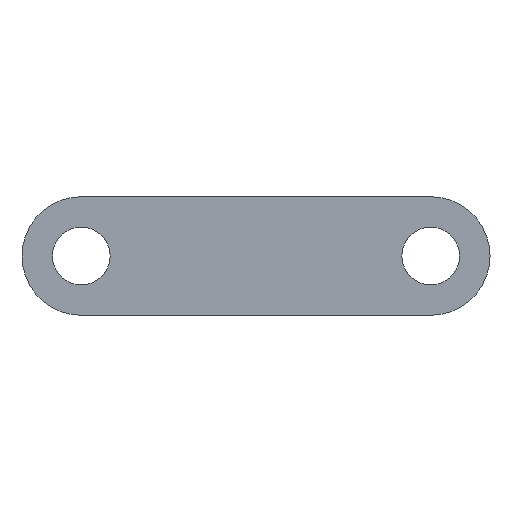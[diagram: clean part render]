
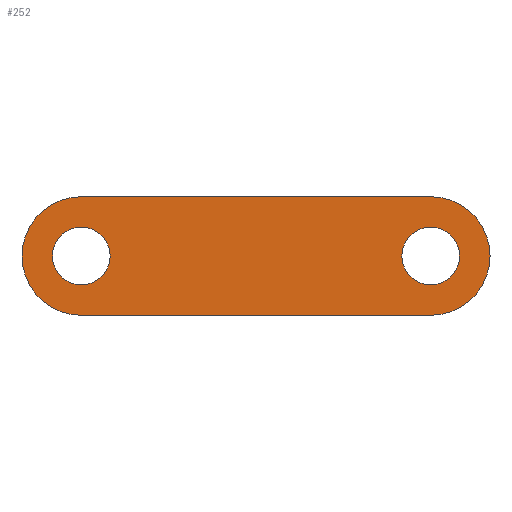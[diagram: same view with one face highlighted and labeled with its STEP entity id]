
A CAD part, front view. The second image highlights one B-rep face of the part: STEP entity #252.
In plain terms, the highlighted planar face has unit normal (0, -1, 0).
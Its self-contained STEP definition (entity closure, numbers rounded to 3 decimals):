
#18=FACE_BOUND('',#56,.T.);
#19=FACE_BOUND('',#57,.T.);
#26=PLANE('',#300);
#39=FACE_OUTER_BOUND('',#55,.T.);
#55=EDGE_LOOP('',(#220,#221,#222,#223));
#56=EDGE_LOOP('',(#224));
#57=EDGE_LOOP('',(#225));
#75=LINE('',#425,#96);
#80=LINE('',#442,#101);
#96=VECTOR('',#351,10.);
#101=VECTOR('',#372,10.);
#103=CIRCLE('',#279,1.7);
#104=CIRCLE('',#281,3.5);
#107=CIRCLE('',#286,1.7);
#108=CIRCLE('',#288,3.5);
#115=VERTEX_POINT('',#379);
#116=VERTEX_POINT('',#383);
#117=VERTEX_POINT('',#384);
#123=VERTEX_POINT('',#400);
#124=VERTEX_POINT('',#404);
#125=VERTEX_POINT('',#405);
#138=EDGE_CURVE('',#115,#115,#103,.T.);
#139=EDGE_CURVE('',#116,#117,#104,.T.);
#148=EDGE_CURVE('',#123,#123,#107,.T.);
#149=EDGE_CURVE('',#124,#125,#108,.T.);
#159=EDGE_CURVE('',#125,#116,#75,.T.);
#168=EDGE_CURVE('',#117,#124,#80,.T.);
#220=ORIENTED_EDGE('',*,*,#168,.T.);
#221=ORIENTED_EDGE('',*,*,#149,.T.);
#222=ORIENTED_EDGE('',*,*,#159,.T.);
#223=ORIENTED_EDGE('',*,*,#139,.T.);
#224=ORIENTED_EDGE('',*,*,#138,.T.);
#225=ORIENTED_EDGE('',*,*,#148,.T.);
#252=ADVANCED_FACE('',(#39,#18,#19),#26,.T.);
#279=AXIS2_PLACEMENT_3D('',#381,#309,#310);
#281=AXIS2_PLACEMENT_3D('',#385,#313,#314);
#286=AXIS2_PLACEMENT_3D('',#402,#329,#330);
#288=AXIS2_PLACEMENT_3D('',#406,#333,#334);
#300=AXIS2_PLACEMENT_3D('',#441,#370,#371);
#309=DIRECTION('center_axis',(0.,1.,0.));
#310=DIRECTION('ref_axis',(-1.,0.,0.));
#313=DIRECTION('center_axis',(0.,-1.,0.));
#314=DIRECTION('ref_axis',(1.,0.,0.));
#329=DIRECTION('center_axis',(0.,1.,0.));
#330=DIRECTION('ref_axis',(-1.,0.,0.));
#333=DIRECTION('center_axis',(0.,-1.,0.));
#334=DIRECTION('ref_axis',(1.,0.,0.));
#351=DIRECTION('',(1.,0.,0.));
#370=DIRECTION('center_axis',(0.,-1.,0.));
#371=DIRECTION('ref_axis',(1.,0.,0.));
#372=DIRECTION('',(-1.,0.,0.));
#379=CARTESIAN_POINT('',(12.,-9.8,0.));
#381=CARTESIAN_POINT('Origin',(10.3,-9.8,0.));
#383=CARTESIAN_POINT('',(10.3,-9.8,-3.5));
#384=CARTESIAN_POINT('',(10.3,-9.8,3.5));
#385=CARTESIAN_POINT('Origin',(10.3,-9.8,0.));
#400=CARTESIAN_POINT('',(-8.6,-9.8,0.));
#402=CARTESIAN_POINT('Origin',(-10.3,-9.8,0.));
#404=CARTESIAN_POINT('',(-10.3,-9.8,3.5));
#405=CARTESIAN_POINT('',(-10.3,-9.8,-3.5));
#406=CARTESIAN_POINT('Origin',(-10.3,-9.8,0.));
#425=CARTESIAN_POINT('',(6.8,-9.8,-3.5));
#441=CARTESIAN_POINT('Origin',(-6.8,-9.8,0.));
#442=CARTESIAN_POINT('',(-6.8,-9.8,3.5));
